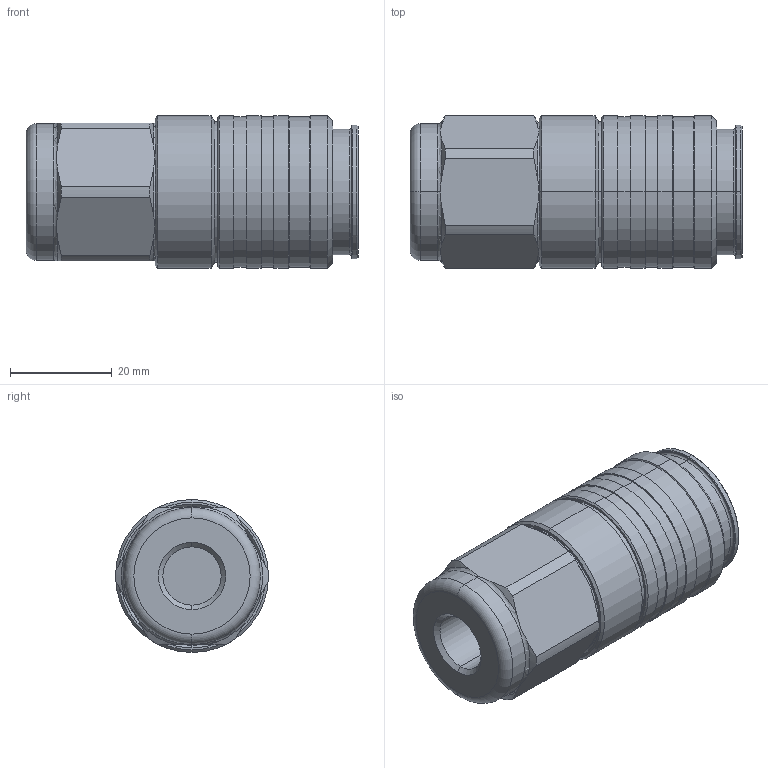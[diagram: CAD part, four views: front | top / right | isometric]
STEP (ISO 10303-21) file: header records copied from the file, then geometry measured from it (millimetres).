
FILE_DESCRIPTION (( 'STEP AP214' ), '1' );
FILE_NAME ('FF2510.STEP', '2015-08-28T09:47:29', ( 'admin' ), ( 'Microsoft' ), 'SwSTEP 2.0', 'SolidWorks 2009', '' );
FILE_SCHEMA (( 'AUTOMOTIVE_DESIGN' ));
Length unit declared in the file: millimetre
Products named in the file (1): FF2510
Bounding box: 65.1 x 30 x 30 mm (x, y, z)
Volume: 40483 mm3; surface area: 8761.9 mm2
Topology: 1 solids, 1 shells, 134 faces, 292 edges, 178 vertices
Faces by surface type: cylinder 50, cone 40, plane 26, torus 18
Entity records: 3859 total; most frequent: CARTESIAN_POINT 837, DIRECTION 690, ORIENTED_EDGE 584, AXIS2_PLACEMENT_3D 303, EDGE_CURVE 292, VERTEX_POINT 178, CIRCLE 168, EDGE_LOOP 152
